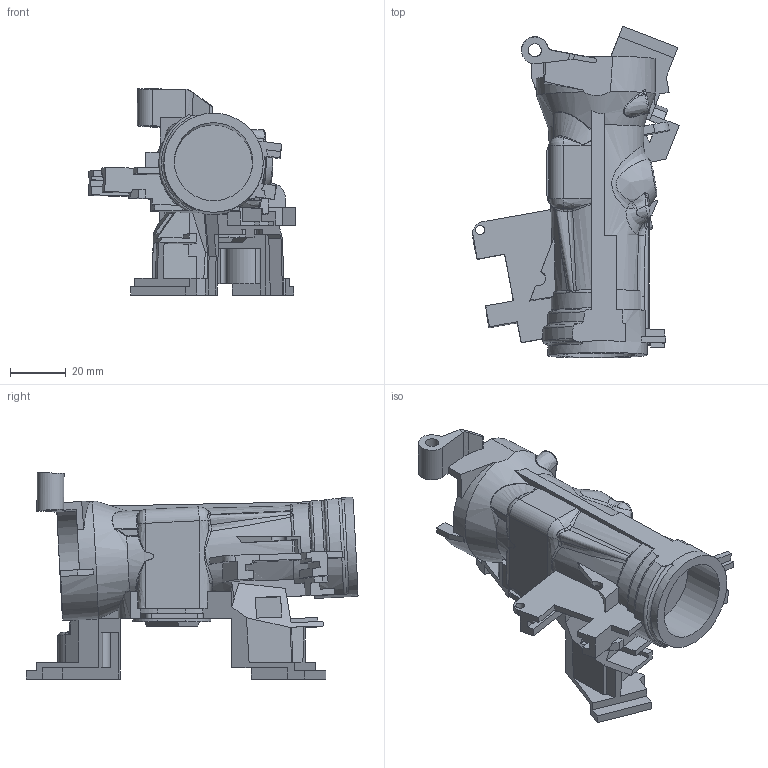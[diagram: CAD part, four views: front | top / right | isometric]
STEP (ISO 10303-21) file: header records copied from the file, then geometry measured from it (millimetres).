
FILE_DESCRIPTION(('STEP AP214'),'1');
FILE_NAME('22jm.stp','2019-05-31T03:05:46',(' '),(' '),'Spatial InterOp 3D',' ',' ');
FILE_SCHEMA(('automotive_design'));
Length unit declared in the file: millimetre
Products named in the file (1): 1
Bounding box: 74.14 x 119.06 x 73.94 mm (x, y, z)
Volume: 116948.9 mm3; surface area: 34824.4 mm2
Topology: 1 solids, 1 shells, 524 faces, 1481 edges, 948 vertices
Faces by surface type: bspline 524
Entity records: 33747 total; most frequent: CARTESIAN_POINT 22351, ORIENTED_EDGE 2904, DIRECTION 1526, EDGE_CURVE 1452, VERTEX_POINT 938, LINE 814, VECTOR 814, EDGE_LOOP 546
